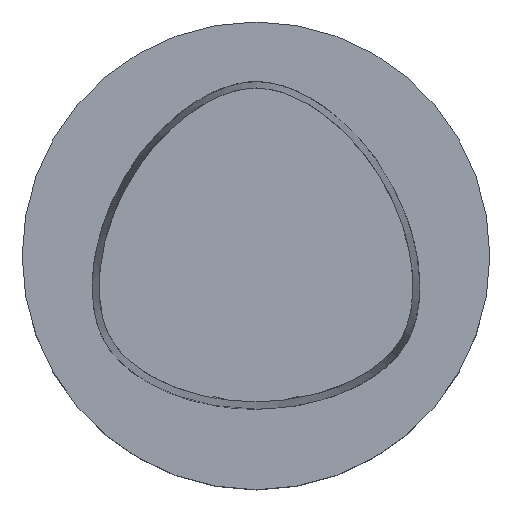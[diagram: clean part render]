
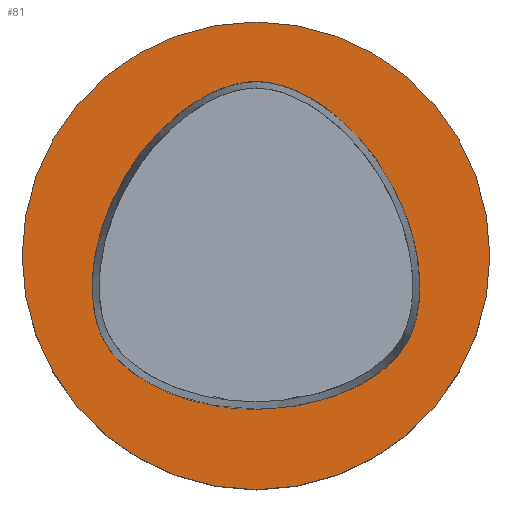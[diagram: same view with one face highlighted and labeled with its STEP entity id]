
A CAD part, top view. The second image highlights one B-rep face of the part: STEP entity #81.
In plain terms, the highlighted planar face has unit normal (0, 0, 1).
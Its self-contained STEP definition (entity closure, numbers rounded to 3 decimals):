
#45=B_SPLINE_CURVE_WITH_KNOTS('',3,(#686,#687,#688,#689,#690,#691,#692,
#693,#694,#695,#696,#697,#698,#699,#700,#701,#702,#703,#704,#705,#706,#707,
#708,#709,#710,#711,#712,#713,#714,#715,#716,#717,#718,#719,#720,#721,#722,
#723,#724,#725,#726,#727,#728,#729,#730,#731,#732,#733,#734,#735,#736,#737,
#738,#739),.UNSPECIFIED.,.T.,.F.,(2,2,2,2,2,2,2,2,2,2,2,2,2,2,2,2,2,2,2,
2,2,2,2,2,2,2,2,2,2),(-0.071,0.,0.071,0.107,
0.125,0.143,0.179,0.214,
0.25,0.286,0.357,0.411,
0.429,0.476,0.524,0.548,
0.571,0.619,0.667,0.714,
0.75,0.786,0.821,0.857,
0.875,0.893,0.929,1.,1.071),
 .UNSPECIFIED.);
#67=FACE_BOUND('',#106,.T.);
#68=FACE_BOUND('',#107,.T.);
#81=ADVANCED_FACE('',(#67,#68),#87,.F.);
#87=PLANE('',#211);
#106=EDGE_LOOP('',(#134));
#107=EDGE_LOOP('',(#135));
#134=ORIENTED_EDGE('',*,*,#166,.F.);
#135=ORIENTED_EDGE('',*,*,#164,.F.);
#151=VERTEX_POINT('',#740);
#152=VERTEX_POINT('',#859);
#164=EDGE_CURVE('',#151,#151,#45,.T.);
#166=EDGE_CURVE('',#152,#152,#173,.T.);
#173=CIRCLE('',#210,31.5);
#210=AXIS2_PLACEMENT_3D('',#858,#248,#249);
#211=AXIS2_PLACEMENT_3D('',#860,#250,#251);
#248=DIRECTION('',(0.,0.,-1.));
#249=DIRECTION('',(-1.,0.,0.));
#250=DIRECTION('',(0.,0.,-1.));
#251=DIRECTION('',(0.,-1.,0.));
#686=CARTESIAN_POINT('',(-3.981,-20.678,0.));
#687=CARTESIAN_POINT('',(3.981,-20.678,0.));
#688=CARTESIAN_POINT('',(7.963,-19.932,0.));
#689=CARTESIAN_POINT('',(12.977,-17.977,0.));
#690=CARTESIAN_POINT('',(14.489,-17.186,0.));
#691=CARTESIAN_POINT('',(16.422,-15.908,0.));
#692=CARTESIAN_POINT('',(17.01,-15.466,0.));
#693=CARTESIAN_POINT('',(18.068,-14.561,0.));
#694=CARTESIAN_POINT('',(18.537,-14.097,0.));
#695=CARTESIAN_POINT('',(19.776,-12.709,0.));
#696=CARTESIAN_POINT('',(20.374,-11.789,0.));
#697=CARTESIAN_POINT('',(21.328,-9.64,0.));
#698=CARTESIAN_POINT('',(21.684,-8.412,0.));
#699=CARTESIAN_POINT('',(22.086,-5.562,0.));
#700=CARTESIAN_POINT('',(22.133,-3.941,0.));
#701=CARTESIAN_POINT('',(21.848,-0.504,0.));
#702=CARTESIAN_POINT('',(21.516,1.311,0.));
#703=CARTESIAN_POINT('',(19.929,6.795,0.));
#704=CARTESIAN_POINT('',(18.085,10.5,0.));
#705=CARTESIAN_POINT('',(13.952,16.012,0.));
#706=CARTESIAN_POINT('',(11.89,18.062,0.));
#707=CARTESIAN_POINT('',(9.068,20.178,0.));
#708=CARTESIAN_POINT('',(8.356,20.656,0.));
#709=CARTESIAN_POINT('',(5.777,22.19,0.));
#710=CARTESIAN_POINT('',(3.957,22.886,0.));
#711=CARTESIAN_POINT('',(0.712,23.573,0.));
#712=CARTESIAN_POINT('',(-0.715,23.563,0.));
#713=CARTESIAN_POINT('',(-3.144,23.054,0.));
#714=CARTESIAN_POINT('',(-4.002,22.803,0.));
#715=CARTESIAN_POINT('',(-5.789,22.089,0.));
#716=CARTESIAN_POINT('',(-6.718,21.628,0.));
#717=CARTESIAN_POINT('',(-9.533,19.946,0.));
#718=CARTESIAN_POINT('',(-11.448,18.43,0.));
#719=CARTESIAN_POINT('',(-14.971,14.776,0.));
#720=CARTESIAN_POINT('',(-16.579,12.638,0.));
#721=CARTESIAN_POINT('',(-19.232,8.037,0.));
#722=CARTESIAN_POINT('',(-20.278,5.575,0.));
#723=CARTESIAN_POINT('',(-21.511,1.309,0.));
#724=CARTESIAN_POINT('',(-21.848,-0.505,0.));
#725=CARTESIAN_POINT('',(-22.135,-3.94,0.));
#726=CARTESIAN_POINT('',(-22.087,-5.562,0.));
#727=CARTESIAN_POINT('',(-21.683,-8.412,0.));
#728=CARTESIAN_POINT('',(-21.328,-9.64,0.));
#729=CARTESIAN_POINT('',(-20.374,-11.789,0.));
#730=CARTESIAN_POINT('',(-19.776,-12.709,0.));
#731=CARTESIAN_POINT('',(-18.537,-14.097,0.));
#732=CARTESIAN_POINT('',(-18.068,-14.561,0.));
#733=CARTESIAN_POINT('',(-17.01,-15.466,0.));
#734=CARTESIAN_POINT('',(-16.422,-15.908,0.));
#735=CARTESIAN_POINT('',(-14.489,-17.186,0.));
#736=CARTESIAN_POINT('',(-12.977,-17.977,0.));
#737=CARTESIAN_POINT('',(-7.963,-19.932,0.));
#738=CARTESIAN_POINT('',(-3.981,-20.678,0.));
#739=CARTESIAN_POINT('',(3.981,-20.678,0.));
#740=CARTESIAN_POINT('',(0.,-20.678,0.));
#858=CARTESIAN_POINT('',(0.,0.,0.));
#859=CARTESIAN_POINT('',(31.5,0.,0.));
#860=CARTESIAN_POINT('',(0.,0.,0.));
